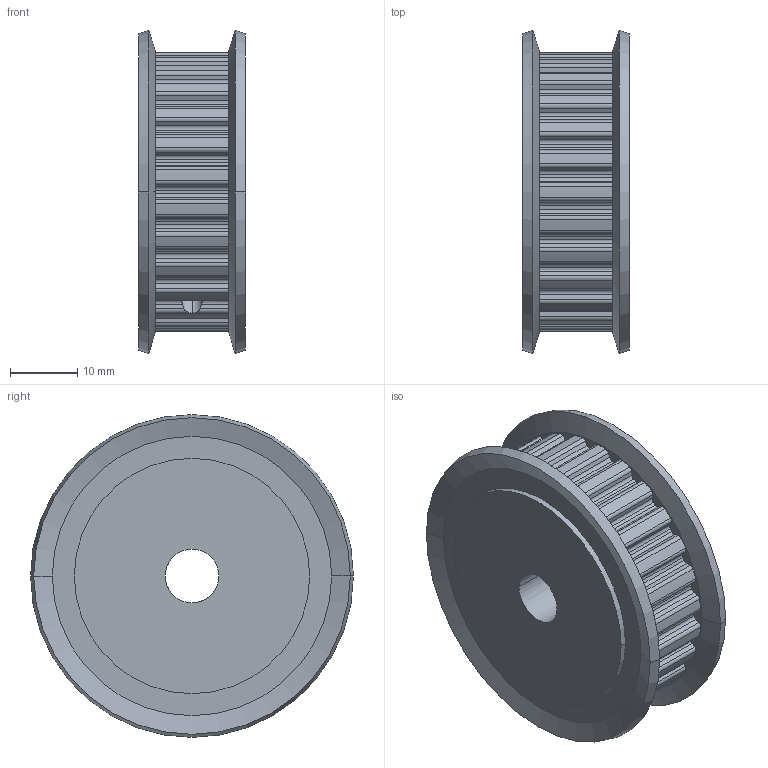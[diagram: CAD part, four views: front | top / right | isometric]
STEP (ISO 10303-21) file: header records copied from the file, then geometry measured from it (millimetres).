
FILE_DESCRIPTION( ( '' ), '1' );
FILE_NAME( 'atp26xl037_a_p8_2_14b.stp', '2014-06-17T10:01:58', ( '' ), ( '' ), ' ', ' ', ' ' );
FILE_SCHEMA( ( 'automotive_design' ) );
Length unit declared in the file: millimetre
Products named in the file (3): 1; 2; 3
Bounding box: 16 x 48 x 48 mm (x, y, z)
Volume: 20591.2 mm3; surface area: 7823 mm2
Topology: 3 solids, 3 shells, 290 faces, 819 edges, 534 vertices
Faces by surface type: cylinder 176, plane 90, cone 24
Entity records: 18998 total; most frequent: CARTESIAN_POINT 2052, DIRECTION 1753, STYLED_ITEM 1642, PRESENTATION_STYLE_ASSIGNMENT 1642, COLOUR_RGB 1642, ORIENTED_EDGE 1630, EDGE_CURVE 815, CURVE_STYLE 815
